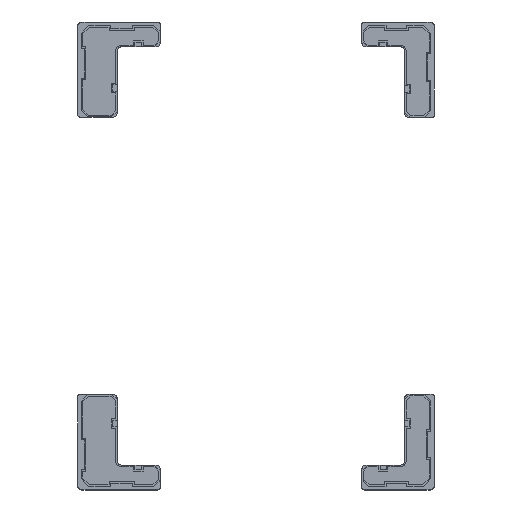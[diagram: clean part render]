
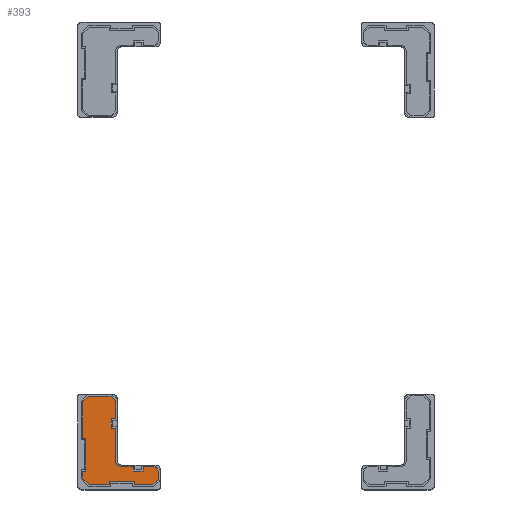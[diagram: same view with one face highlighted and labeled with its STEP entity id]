
A CAD part, top view. The second image highlights one B-rep face of the part: STEP entity #393.
In plain terms, the highlighted planar face has unit normal (0, 0, 1).
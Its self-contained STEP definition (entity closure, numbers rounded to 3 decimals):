
#393=ADVANCED_FACE('',(#1045),#1046,.T.);
#1045=FACE_OUTER_BOUND('',#1873,.T.);
#1046=PLANE('',#1874);
#1873=EDGE_LOOP('',(#4568,#4569,#4570,#4571,#4572,#4573,#4574,#4575,#4576,#4577,#4578,#4579,#4580,#4581,#4582,#4583,#4584,#4585,#4586,#4587,#4588,#4589,#4590,#4591,#4592,#4593,#4594,#4595));
#1874=AXIS2_PLACEMENT_3D('',#4596,#4597,#4598);
#4568=ORIENTED_EDGE('',*,*,#5484,.T.);
#4569=ORIENTED_EDGE('',*,*,#5482,.T.);
#4570=ORIENTED_EDGE('',*,*,#5480,.T.);
#4571=ORIENTED_EDGE('',*,*,#5478,.T.);
#4572=ORIENTED_EDGE('',*,*,#5476,.T.);
#4573=ORIENTED_EDGE('',*,*,#5474,.T.);
#4574=ORIENTED_EDGE('',*,*,#5472,.T.);
#4575=ORIENTED_EDGE('',*,*,#5470,.T.);
#4576=ORIENTED_EDGE('',*,*,#5468,.T.);
#4577=ORIENTED_EDGE('',*,*,#5466,.T.);
#4578=ORIENTED_EDGE('',*,*,#5464,.T.);
#4579=ORIENTED_EDGE('',*,*,#5462,.T.);
#4580=ORIENTED_EDGE('',*,*,#5460,.T.);
#4581=ORIENTED_EDGE('',*,*,#5458,.T.);
#4582=ORIENTED_EDGE('',*,*,#5456,.T.);
#4583=ORIENTED_EDGE('',*,*,#5454,.T.);
#4584=ORIENTED_EDGE('',*,*,#5452,.T.);
#4585=ORIENTED_EDGE('',*,*,#5450,.T.);
#4586=ORIENTED_EDGE('',*,*,#5448,.T.);
#4587=ORIENTED_EDGE('',*,*,#5446,.T.);
#4588=ORIENTED_EDGE('',*,*,#5444,.T.);
#4589=ORIENTED_EDGE('',*,*,#5442,.T.);
#4590=ORIENTED_EDGE('',*,*,#5440,.T.);
#4591=ORIENTED_EDGE('',*,*,#5438,.T.);
#4592=ORIENTED_EDGE('',*,*,#5436,.T.);
#4593=ORIENTED_EDGE('',*,*,#5434,.T.);
#4594=ORIENTED_EDGE('',*,*,#5432,.T.);
#4595=ORIENTED_EDGE('',*,*,#5486,.T.);
#4596=CARTESIAN_POINT('',(-163.,-213.79,-196.0));
#4597=DIRECTION('',(0.0,0.0,1.0));
#4598=DIRECTION('',(-1.0,0.0,0.0));
#5432=EDGE_CURVE('',#6869,#6867,#6870,.T.);
#5434=EDGE_CURVE('',#6872,#6869,#6873,.T.);
#5436=EDGE_CURVE('',#6875,#6872,#6876,.T.);
#5438=EDGE_CURVE('',#6878,#6875,#6879,.T.);
#5440=EDGE_CURVE('',#6881,#6878,#6882,.T.);
#5442=EDGE_CURVE('',#6884,#6881,#6885,.T.);
#5444=EDGE_CURVE('',#6887,#6884,#6888,.T.);
#5446=EDGE_CURVE('',#6890,#6887,#6891,.T.);
#5448=EDGE_CURVE('',#6893,#6890,#6894,.T.);
#5450=EDGE_CURVE('',#6896,#6893,#6897,.T.);
#5452=EDGE_CURVE('',#6899,#6896,#6900,.T.);
#5454=EDGE_CURVE('',#6902,#6899,#6903,.T.);
#5456=EDGE_CURVE('',#6905,#6902,#6906,.T.);
#5458=EDGE_CURVE('',#6908,#6905,#6909,.T.);
#5460=EDGE_CURVE('',#6911,#6908,#6912,.T.);
#5462=EDGE_CURVE('',#6914,#6911,#6915,.T.);
#5464=EDGE_CURVE('',#6917,#6914,#6918,.T.);
#5466=EDGE_CURVE('',#6920,#6917,#6921,.T.);
#5468=EDGE_CURVE('',#6923,#6920,#6924,.T.);
#5470=EDGE_CURVE('',#6926,#6923,#6927,.T.);
#5472=EDGE_CURVE('',#6929,#6926,#6930,.T.);
#5474=EDGE_CURVE('',#6932,#6929,#6933,.T.);
#5476=EDGE_CURVE('',#6935,#6932,#6936,.T.);
#5478=EDGE_CURVE('',#6938,#6935,#6939,.T.);
#5480=EDGE_CURVE('',#6941,#6938,#6942,.T.);
#5482=EDGE_CURVE('',#6944,#6941,#6945,.T.);
#5484=EDGE_CURVE('',#6947,#6944,#6948,.T.);
#5486=EDGE_CURVE('',#6867,#6947,#6950,.T.);
#6867=VERTEX_POINT('',#9036);
#6869=VERTEX_POINT('',#9039);
#6870=CIRCLE('',#9040,5.3);
#6872=VERTEX_POINT('',#9043);
#6873=LINE('',#9044,#9045);
#6875=VERTEX_POINT('',#9048);
#6876=LINE('',#9049,#9050);
#6878=VERTEX_POINT('',#9053);
#6879=LINE('',#9054,#9055);
#6881=VERTEX_POINT('',#9058);
#6882=LINE('',#9059,#9060);
#6884=VERTEX_POINT('',#9063);
#6885=LINE('',#9064,#9065);
#6887=VERTEX_POINT('',#9068);
#6888=LINE('',#9069,#9070);
#6890=VERTEX_POINT('',#9073);
#6891=LINE('',#9074,#9075);
#6893=VERTEX_POINT('',#9078);
#6894=LINE('',#9079,#9080);
#6896=VERTEX_POINT('',#9083);
#6897=LINE('',#9084,#9085);
#6899=VERTEX_POINT('',#9088);
#6900=LINE('',#9089,#9090);
#6902=VERTEX_POINT('',#9093);
#6903=LINE('',#9094,#9095);
#6905=VERTEX_POINT('',#9098);
#6906=LINE('',#9099,#9100);
#6908=VERTEX_POINT('',#9103);
#6909=LINE('',#9104,#9105);
#6911=VERTEX_POINT('',#9108);
#6912=LINE('',#9109,#9110);
#6914=VERTEX_POINT('',#9113);
#6915=LINE('',#9114,#9115);
#6917=VERTEX_POINT('',#9118);
#6918=LINE('',#9119,#9120);
#6920=VERTEX_POINT('',#9123);
#6921=LINE('',#9124,#9125);
#6923=VERTEX_POINT('',#9128);
#6924=LINE('',#9129,#9130);
#6926=VERTEX_POINT('',#9133);
#6927=LINE('',#9134,#9135);
#6929=VERTEX_POINT('',#9138);
#6930=LINE('',#9139,#9140);
#6932=VERTEX_POINT('',#9143);
#6933=LINE('',#9144,#9145);
#6935=VERTEX_POINT('',#9148);
#6936=LINE('',#9149,#9150);
#6938=VERTEX_POINT('',#9153);
#6939=LINE('',#9154,#9155);
#6941=VERTEX_POINT('',#9158);
#6942=LINE('',#9159,#9160);
#6944=VERTEX_POINT('',#9163);
#6945=LINE('',#9164,#9165);
#6947=VERTEX_POINT('',#9168);
#6948=LINE('',#9169,#9170);
#6950=LINE('',#9173,#9174);
#9036=CARTESIAN_POINT('',(-128.3,-187.19,-196.0));
#9039=CARTESIAN_POINT('',(-123.,-192.49,-196.0));
#9040=AXIS2_PLACEMENT_3D('',#10262,#10263,#10264);
#9043=CARTESIAN_POINT('',(-112.1,-192.49,-196.0));
#9044=CARTESIAN_POINT('',(-112.1,-192.49,-196.0));
#9045=VECTOR('',#10266,10.9);
#9048=CARTESIAN_POINT('',(-112.1,-196.49,-196.0));
#9049=CARTESIAN_POINT('',(-112.1,-196.49,-196.0));
#9050=VECTOR('',#10268,4.0);
#9053=CARTESIAN_POINT('',(-103.1,-196.49,-196.0));
#9054=CARTESIAN_POINT('',(-103.1,-196.49,-196.0));
#9055=VECTOR('',#10270,9.0);
#9058=CARTESIAN_POINT('',(-103.1,-192.49,-196.0));
#9059=CARTESIAN_POINT('',(-103.1,-192.49,-196.0));
#9060=VECTOR('',#10272,4.0);
#9063=CARTESIAN_POINT('',(-93.221,-192.49,-196.0));
#9064=CARTESIAN_POINT('',(-93.221,-192.49,-196.0));
#9065=VECTOR('',#10274,9.879);
#9068=CARTESIAN_POINT('',(-89.1,-196.611,-196.0));
#9069=CARTESIAN_POINT('',(-89.1,-196.611,-196.0));
#9070=VECTOR('',#10276,5.828);
#9073=CARTESIAN_POINT('',(-89.1,-203.968,-196.0));
#9074=CARTESIAN_POINT('',(-89.1,-203.968,-196.0));
#9075=VECTOR('',#10278,7.357);
#9078=CARTESIAN_POINT('',(-94.221,-209.09,-196.0));
#9079=CARTESIAN_POINT('',(-94.221,-209.09,-196.0));
#9080=VECTOR('',#10280,7.243);
#9083=CARTESIAN_POINT('',(-111.3,-209.09,-196.0));
#9084=CARTESIAN_POINT('',(-111.3,-209.09,-196.0));
#9085=VECTOR('',#10282,17.079);
#9088=CARTESIAN_POINT('',(-111.3,-206.29,-196.0));
#9089=CARTESIAN_POINT('',(-111.3,-206.29,-196.0));
#9090=VECTOR('',#10284,2.8);
#9093=CARTESIAN_POINT('',(-134.3,-206.29,-196.0));
#9094=CARTESIAN_POINT('',(-134.3,-206.29,-196.0));
#9095=VECTOR('',#10286,23.0);
#9098=CARTESIAN_POINT('',(-134.3,-209.09,-196.0));
#9099=CARTESIAN_POINT('',(-134.3,-209.09,-196.0));
#9100=VECTOR('',#10288,2.8);
#9103=CARTESIAN_POINT('',(-152.178,-209.09,-196.0));
#9104=CARTESIAN_POINT('',(-152.178,-209.09,-196.0));
#9105=VECTOR('',#10290,17.879);
#9108=CARTESIAN_POINT('',(-158.3,-202.968,-196.0));
#9109=CARTESIAN_POINT('',(-158.3,-202.968,-196.0));
#9110=VECTOR('',#10292,8.657);
#9113=CARTESIAN_POINT('',(-158.3,-196.59,-196.0));
#9114=CARTESIAN_POINT('',(-158.3,-196.59,-196.0));
#9115=VECTOR('',#10294,6.379);
#9118=CARTESIAN_POINT('',(-155.5,-196.59,-196.0));
#9119=CARTESIAN_POINT('',(-155.5,-196.59,-196.0));
#9120=VECTOR('',#10296,2.8);
#9123=CARTESIAN_POINT('',(-155.5,-166.59,-196.0));
#9124=CARTESIAN_POINT('',(-155.5,-166.59,-196.0));
#9125=VECTOR('',#10298,30.0);
#9128=CARTESIAN_POINT('',(-158.3,-166.59,-196.0));
#9129=CARTESIAN_POINT('',(-158.3,-166.59,-196.0));
#9130=VECTOR('',#10300,2.8);
#9133=CARTESIAN_POINT('',(-158.3,-133.211,-196.0));
#9134=CARTESIAN_POINT('',(-158.3,-133.211,-196.0));
#9135=VECTOR('',#10302,33.379);
#9138=CARTESIAN_POINT('',(-153.178,-128.09,-196.0));
#9139=CARTESIAN_POINT('',(-153.178,-128.09,-196.0));
#9140=VECTOR('',#10304,7.243);
#9143=CARTESIAN_POINT('',(-132.421,-128.09,-196.0));
#9144=CARTESIAN_POINT('',(-132.421,-128.09,-196.0));
#9145=VECTOR('',#10306,20.757);
#9148=CARTESIAN_POINT('',(-128.3,-132.211,-196.0));
#9149=CARTESIAN_POINT('',(-128.3,-132.211,-196.0));
#9150=VECTOR('',#10308,5.828);
#9153=CARTESIAN_POINT('',(-128.3,-148.59,-196.0));
#9154=CARTESIAN_POINT('',(-128.3,-148.59,-196.0));
#9155=VECTOR('',#10310,16.379);
#9158=CARTESIAN_POINT('',(-132.3,-148.59,-196.0));
#9159=CARTESIAN_POINT('',(-132.3,-148.59,-196.0));
#9160=VECTOR('',#10312,4.0);
#9163=CARTESIAN_POINT('',(-132.3,-157.59,-196.0));
#9164=CARTESIAN_POINT('',(-132.3,-157.59,-196.0));
#9165=VECTOR('',#10314,9.0);
#9168=CARTESIAN_POINT('',(-128.3,-157.59,-196.0));
#9169=CARTESIAN_POINT('',(-128.3,-157.59,-196.0));
#9170=VECTOR('',#10316,4.0);
#9173=CARTESIAN_POINT('',(-128.3,-187.19,-196.0));
#9174=VECTOR('',#10318,29.6);
#10262=CARTESIAN_POINT('',(-123.,-187.19,-196.0));
#10263=DIRECTION('',(0.0,0.0,-1.0));
#10264=DIRECTION('',(0.0,-1.0,0.0));
#10266=DIRECTION('',(-1.0,0.0,0.0));
#10268=DIRECTION('',(0.0,1.0,0.0));
#10270=DIRECTION('',(-1.0,0.0,0.0));
#10272=DIRECTION('',(0.0,-1.0,0.0));
#10274=DIRECTION('',(-1.0,0.0,0.0));
#10276=DIRECTION('',(-0.707,0.707,0.0));
#10278=DIRECTION('',(0.0,1.0,0.0));
#10280=DIRECTION('',(0.707,0.707,0.0));
#10282=DIRECTION('',(1.0,0.0,0.0));
#10284=DIRECTION('',(0.0,-1.0,0.0));
#10286=DIRECTION('',(1.0,0.0,0.0));
#10288=DIRECTION('',(0.0,1.0,0.0));
#10290=DIRECTION('',(1.0,0.0,0.0));
#10292=DIRECTION('',(0.707,-0.707,0.0));
#10294=DIRECTION('',(0.0,-1.0,0.0));
#10296=DIRECTION('',(-1.0,0.0,0.0));
#10298=DIRECTION('',(0.0,-1.0,0.0));
#10300=DIRECTION('',(1.0,0.0,0.0));
#10302=DIRECTION('',(0.0,-1.0,0.0));
#10304=DIRECTION('',(-0.707,-0.707,0.0));
#10306=DIRECTION('',(-1.0,0.0,0.0));
#10308=DIRECTION('',(-0.707,0.707,0.0));
#10310=DIRECTION('',(0.0,1.0,0.0));
#10312=DIRECTION('',(1.0,0.0,0.0));
#10314=DIRECTION('',(0.0,1.0,0.0));
#10316=DIRECTION('',(-1.0,0.0,0.0));
#10318=DIRECTION('',(0.0,1.0,0.0));
